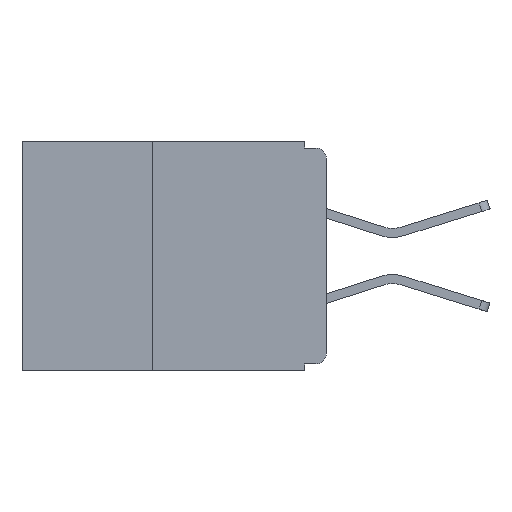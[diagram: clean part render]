
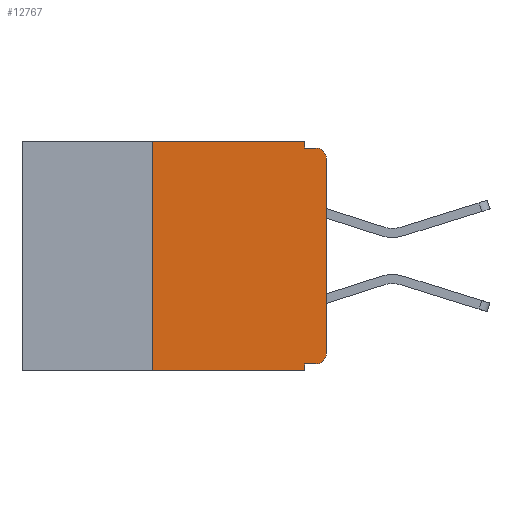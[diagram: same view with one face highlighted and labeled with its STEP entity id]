
A CAD part, left-side view. The second image highlights one B-rep face of the part: STEP entity #12767.
In plain terms, the highlighted planar face has unit normal (-1, 0, 0).
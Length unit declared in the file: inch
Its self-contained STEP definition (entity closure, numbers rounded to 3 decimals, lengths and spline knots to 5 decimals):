
#418 = CARTESIAN_POINT ( 'NONE',  ( 0., 0.437, -0.33 ) ) ;
#1355 = CARTESIAN_POINT ( 'NONE',  ( 0., 0.031, 0. ) ) ;
#1362 = EDGE_CURVE ( 'NONE', #11111, #6590, #11759, .T. ) ;
#1583 = VERTEX_POINT ( 'NONE', #12477 ) ;
#1781 = EDGE_CURVE ( 'NONE', #13315, #1583, #21078, .T. ) ;
#2737 = VECTOR ( 'NONE', #5427, 39.37008 ) ;
#3021 = VERTEX_POINT ( 'NONE', #4641 ) ;
#3576 = PLANE ( 'NONE',  #8011 ) ;
#3729 = CARTESIAN_POINT ( 'NONE',  ( 0., 0., -0.32 ) ) ;
#4348 = VERTEX_POINT ( 'NONE', #20635 ) ;
#4547 = ORIENTED_EDGE ( 'NONE', *, *, #4628, .T. ) ;
#4573 = FACE_OUTER_BOUND ( 'NONE', #20867, .T. ) ;
#4628 = EDGE_CURVE ( 'NONE', #8636, #13315, #12391, .T. ) ;
#4641 = CARTESIAN_POINT ( 'NONE',  ( 0., 0.015, -0.32 ) ) ;
#4774 = ORIENTED_EDGE ( 'NONE', *, *, #1781, .T. ) ;
#4814 = ORIENTED_EDGE ( 'NONE', *, *, #20949, .F. ) ;
#4921 = ORIENTED_EDGE ( 'NONE', *, *, #9423, .F. ) ;
#5064 = CARTESIAN_POINT ( 'NONE',  ( 0., 0.015, -0.305 ) ) ;
#5217 = CARTESIAN_POINT ( 'NONE',  ( 0., 0., -0.305 ) ) ;
#5260 = DIRECTION ( 'NONE',  ( 1., 0., 0. ) ) ;
#5427 = DIRECTION ( 'NONE',  ( 0., 1., 0. ) ) ;
#5752 = VERTEX_POINT ( 'NONE', #6990 ) ;
#5921 = DIRECTION ( 'NONE',  ( 0., 0., -1. ) ) ;
#5946 = AXIS2_PLACEMENT_3D ( 'NONE', #7971, #9439, #12592 ) ;
#6032 = CARTESIAN_POINT ( 'NONE',  ( 0., 0., -0.01 ) ) ;
#6590 = VERTEX_POINT ( 'NONE', #13944 ) ;
#6732 = DIRECTION ( 'NONE',  ( 0., 0., -1. ) ) ;
#6749 = CARTESIAN_POINT ( 'NONE',  ( 0., 0., -0.025 ) ) ;
#6990 = CARTESIAN_POINT ( 'NONE',  ( 0., 0.031, -0.32 ) ) ;
#7277 = ORIENTED_EDGE ( 'NONE', *, *, #20285, .F. ) ;
#7447 = VECTOR ( 'NONE', #5921, 39.37008 ) ;
#7526 = CARTESIAN_POINT ( 'NONE',  ( 0., 0.437, 0. ) ) ;
#7682 = VECTOR ( 'NONE', #20431, 39.37008 ) ;
#7944 = VERTEX_POINT ( 'NONE', #1355 ) ;
#7971 = CARTESIAN_POINT ( 'NONE',  ( 0., 0.015, -0.025 ) ) ;
#8011 = AXIS2_PLACEMENT_3D ( 'NONE', #15029, #5260, #16677 ) ;
#8289 = ORIENTED_EDGE ( 'NONE', *, *, #1362, .F. ) ;
#8328 = ORIENTED_EDGE ( 'NONE', *, *, #19510, .T. ) ;
#8560 = EDGE_CURVE ( 'NONE', #3021, #8636, #15105, .T. ) ;
#8580 = VERTEX_POINT ( 'NONE', #10065 ) ;
#8636 = VERTEX_POINT ( 'NONE', #5217 ) ;
#8683 = AXIS2_PLACEMENT_3D ( 'NONE', #5064, #16490, #6732 ) ;
#8834 = ORIENTED_EDGE ( 'NONE', *, *, #12984, .F. ) ;
#9007 = ORIENTED_EDGE ( 'NONE', *, *, #12199, .F. ) ;
#9121 = ORIENTED_EDGE ( 'NONE', *, *, #8560, .T. ) ;
#9423 = EDGE_CURVE ( 'NONE', #7944, #8580, #16082, .T. ) ;
#9439 = DIRECTION ( 'NONE',  ( -1., 0., 0. ) ) ;
#10065 = CARTESIAN_POINT ( 'NONE',  ( 0., 0.031, -0.01 ) ) ;
#10434 = DIRECTION ( 'NONE',  ( 0., -1., 0. ) ) ;
#10969 = DIRECTION ( 'NONE',  ( 0., 0., 1. ) ) ;
#11111 = VERTEX_POINT ( 'NONE', #12397 ) ;
#11402 = VECTOR ( 'NONE', #17769, 39.37008 ) ;
#11561 = LINE ( 'NONE', #3729, #2737 ) ;
#11759 = LINE ( 'NONE', #17692, #19842 ) ;
#12018 = LINE ( 'NONE', #17232, #7682 ) ;
#12199 = EDGE_CURVE ( 'NONE', #3021, #5752, #11561, .T. ) ;
#12391 = LINE ( 'NONE', #17922, #11402 ) ;
#12397 = CARTESIAN_POINT ( 'NONE',  ( 0., 0.25, -0.33 ) ) ;
#12458 = VECTOR ( 'NONE', #20567, 39.37008 ) ;
#12477 = CARTESIAN_POINT ( 'NONE',  ( 0., 0.015, -0.01 ) ) ;
#12592 = DIRECTION ( 'NONE',  ( 0., 0., -1. ) ) ;
#12767 = ADVANCED_FACE ( 'NONE', ( #4573 ), #3576, .F. ) ;
#12984 = EDGE_CURVE ( 'NONE', #5752, #4348, #12018, .T. ) ;
#13315 = VERTEX_POINT ( 'NONE', #6749 ) ;
#13754 = VECTOR ( 'NONE', #17258, 39.37008 ) ;
#13944 = CARTESIAN_POINT ( 'NONE',  ( 0., 0.25, 0. ) ) ;
#15029 = CARTESIAN_POINT ( 'NONE',  ( 0., 0.437, 0. ) ) ;
#15105 = CIRCLE ( 'NONE', #8683, 0.015 ) ;
#16082 = LINE ( 'NONE', #20514, #7447 ) ;
#16490 = DIRECTION ( 'NONE',  ( -1., 0., 0. ) ) ;
#16677 = DIRECTION ( 'NONE',  ( 0., 0., -1. ) ) ;
#17232 = CARTESIAN_POINT ( 'NONE',  ( 0., 0.031, -0.33 ) ) ;
#17258 = DIRECTION ( 'NONE',  ( 0., -1., 0. ) ) ;
#17692 = CARTESIAN_POINT ( 'NONE',  ( 0., 0.25, -0.33 ) ) ;
#17769 = DIRECTION ( 'NONE',  ( 0., 0., 1. ) ) ;
#17922 = CARTESIAN_POINT ( 'NONE',  ( 0., 0., 0. ) ) ;
#18094 = LINE ( 'NONE', #7526, #13754 ) ;
#19510 = EDGE_CURVE ( 'NONE', #11111, #4348, #20849, .T. ) ;
#19842 = VECTOR ( 'NONE', #10969, 39.37008 ) ;
#20285 = EDGE_CURVE ( 'NONE', #6590, #7944, #18094, .T. ) ;
#20358 = VECTOR ( 'NONE', #10434, 39.37008 ) ;
#20431 = DIRECTION ( 'NONE',  ( 0., 0., -1. ) ) ;
#20514 = CARTESIAN_POINT ( 'NONE',  ( 0., 0.031, 0. ) ) ;
#20567 = DIRECTION ( 'NONE',  ( 0., -1., 0. ) ) ;
#20635 = CARTESIAN_POINT ( 'NONE',  ( 0., 0.031, -0.33 ) ) ;
#20849 = LINE ( 'NONE', #418, #20358 ) ;
#20867 = EDGE_LOOP ( 'NONE', ( #4547, #4774, #4814, #4921, #7277, #8289, #8328, #8834, #9007, #9121 ) ) ;
#20949 = EDGE_CURVE ( 'NONE', #8580, #1583, #21025, .T. ) ;
#21025 = LINE ( 'NONE', #6032, #12458 ) ;
#21078 = CIRCLE ( 'NONE', #5946, 0.015 ) ;
